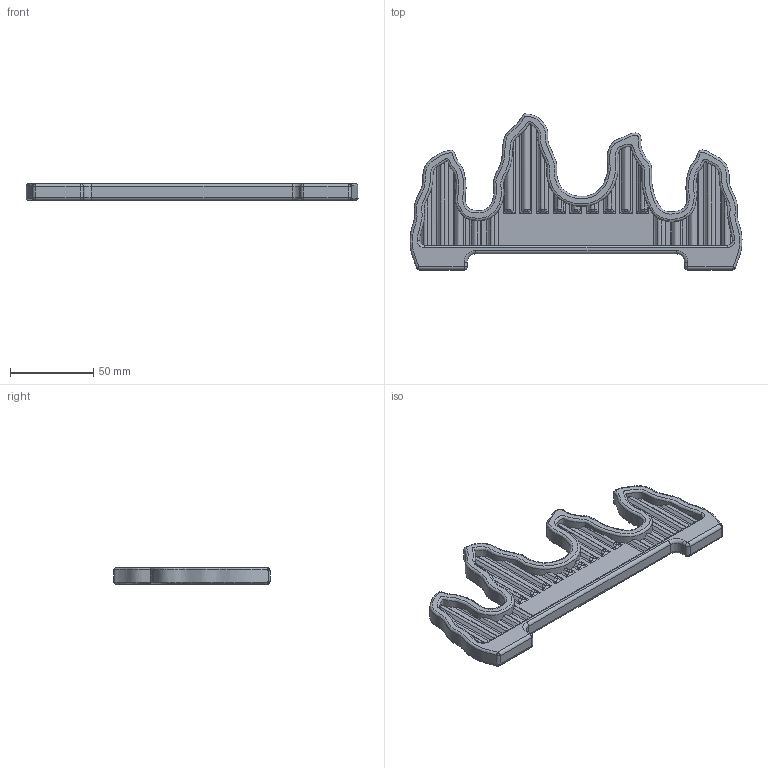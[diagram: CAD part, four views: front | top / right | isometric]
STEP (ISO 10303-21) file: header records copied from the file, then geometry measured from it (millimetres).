
FILE_DESCRIPTION(/* description */ (''),/* implementation_level */ '2;1');
FILE_NAME(/* name */ 'Seitenwand_links_V13.stp',/* time_stamp */ '2017-03-02T02:40:23-08:00',/* author */ ('User'),/* organization */ (''),/* preprocessor_version */ 'ST-DEVELOPER v16.5',/* originating_system */ 'Autodesk Inventor 2017',/* authorisation */ '');
FILE_SCHEMA (('AUTOMOTIVE_DESIGN { 1 0 10303 214 3 1 1 }'));
Products named in the file (1): Seitenwand_links
Bounding box: 198.84 x 93.49 x 10 mm (x, y, z)
Volume: 76287.8 mm3; surface area: 30721.4 mm2
Topology: 1 solids, 1 shells, 211 faces, 727 edges, 677 vertices
Faces by surface type: cylinder 86, plane 57, bspline 49, sphere 13, torus 6
Entity records: 37878 total; most frequent: CARTESIAN_POINT 32372, ORIENTED_EDGE 1050, DIRECTION 1038, EDGE_CURVE 525, AXIS2_PLACEMENT_3D 411, VERTEX_POINT 317, B_SPLINE_CURVE_WITH_KNOTS 241, LINE 216
